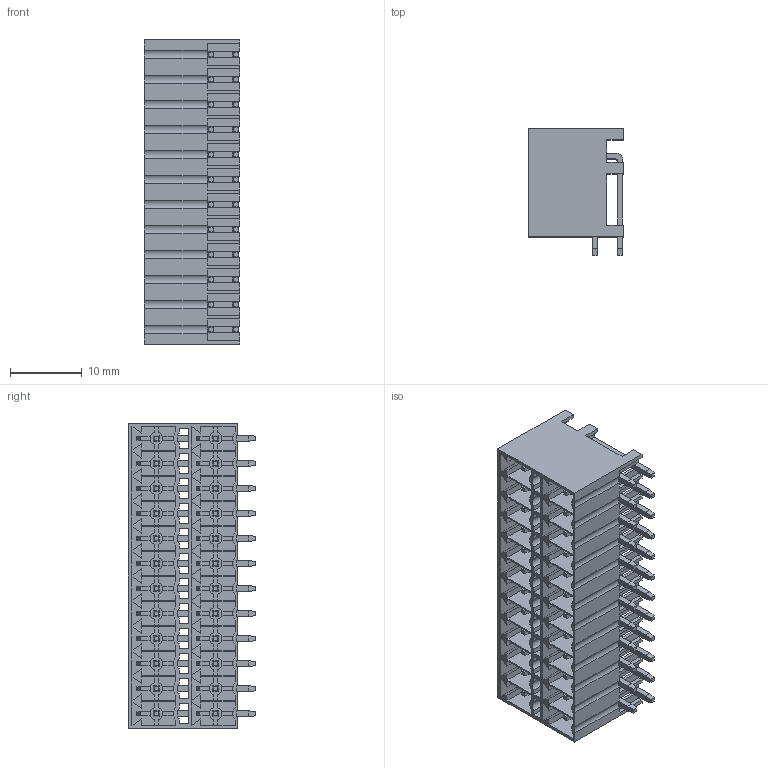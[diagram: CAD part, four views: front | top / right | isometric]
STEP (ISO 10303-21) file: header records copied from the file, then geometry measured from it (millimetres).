
FILE_DESCRIPTION((''),'2;1');
FILE_NAME('FTB35007-M24B2GNK_ASM','2023-05-25T14:49:09',('Administrator'),(''),'CREO PARAMETRIC BY PTC INC, 2021023','CREO PARAMETRIC BY PTC INC, 2021023','');
FILE_SCHEMA(('AUTOMOTIVE_DESIGN { 1 0 10303 214 1 1 1 1 }'));
Products named in the file (4): _2400; _24-10; _24-20; FTB35007-M24B2GNK_ASM
Assembly tree (25 placements, depth 2):
  FTB35007-M24B2GNK_ASM
    _2400
    _24-10  x12
    _24-20  x12
Bounding box: 13.3 x 17.82 x 42.6 mm (x, y, z)
Volume: 2814.4 mm3; surface area: 11274.4 mm2
Topology: 25 solids, 25 shells, 2863 faces, 7890 edges, 5196 vertices
Faces by surface type: plane 2623, cylinder 240
Entity records: 101371 total; most frequent: CARTESIAN_POINT 14206, ORIENTED_EDGE 14020, DIRECTION 12394, PRESENTATION_STYLE_ASSIGNMENT 7095, STYLED_ITEM 7013, CURVE_STYLE 7010, EDGE_CURVE 7010, VECTOR 6618
